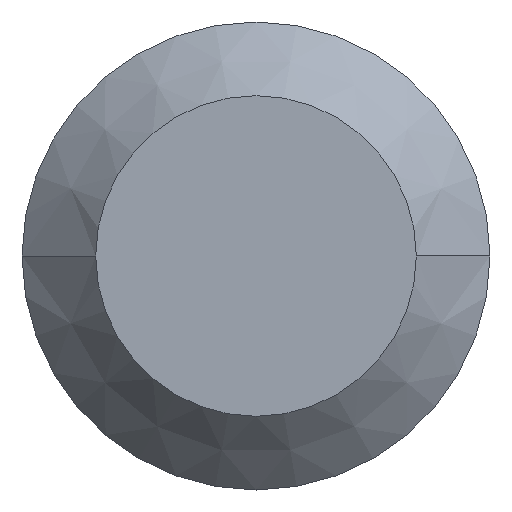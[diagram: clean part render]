
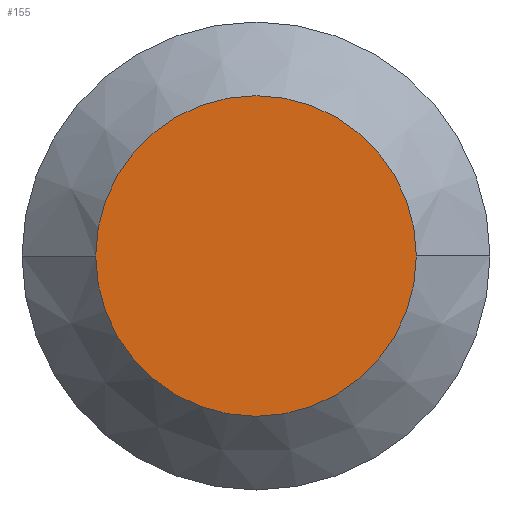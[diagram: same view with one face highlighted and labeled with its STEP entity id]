
A CAD part, left-side view. The second image highlights one B-rep face of the part: STEP entity #155.
In plain terms, the highlighted planar face has unit normal (-1, 0, 0).
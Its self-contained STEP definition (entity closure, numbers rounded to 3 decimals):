
#1 = EDGE_CURVE ( 'NONE', #293, #150, #226, .T. ) ;
#16 = EDGE_CURVE ( 'NONE', #150, #293, #83, .T. ) ;
#27 = ORIENTED_EDGE ( 'NONE', *, *, #1, .F. ) ;
#30 = DIRECTION ( 'NONE',  ( 0., -1., 0. ) ) ;
#83 = CIRCLE ( 'NONE', #143, 1.087 ) ;
#98 = CARTESIAN_POINT ( 'NONE',  ( -27.575, 0., 0. ) ) ;
#132 = DIRECTION ( 'NONE',  ( 0., 1., 0. ) ) ;
#135 = AXIS2_PLACEMENT_3D ( 'NONE', #188, #160, #187 ) ;
#143 = AXIS2_PLACEMENT_3D ( 'NONE', #98, #311, #132 ) ;
#144 = PLANE ( 'NONE',  #210 ) ;
#150 = VERTEX_POINT ( 'NONE', #157 ) ;
#155 = ADVANCED_FACE ( 'NONE', ( #359 ), #144, .T. ) ;
#157 = CARTESIAN_POINT ( 'NONE',  ( -27.575, -1.087, 0. ) ) ;
#160 = DIRECTION ( 'NONE',  ( 1., 0., 0. ) ) ;
#187 = DIRECTION ( 'NONE',  ( 0., 1., 0. ) ) ;
#188 = CARTESIAN_POINT ( 'NONE',  ( -27.575, 0., 0. ) ) ;
#206 = DIRECTION ( 'NONE',  ( -1., 0., 0. ) ) ;
#210 = AXIS2_PLACEMENT_3D ( 'NONE', #343, #206, #30 ) ;
#224 = ORIENTED_EDGE ( 'NONE', *, *, #16, .F. ) ;
#226 = CIRCLE ( 'NONE', #135, 1.087 ) ;
#232 = EDGE_LOOP ( 'NONE', ( #27, #224 ) ) ;
#293 = VERTEX_POINT ( 'NONE', #314 ) ;
#311 = DIRECTION ( 'NONE',  ( 1., 0., 0. ) ) ;
#314 = CARTESIAN_POINT ( 'NONE',  ( -27.575, 1.087, 0. ) ) ;
#343 = CARTESIAN_POINT ( 'NONE',  ( -27.575, 0., 0. ) ) ;
#359 = FACE_OUTER_BOUND ( 'NONE', #232, .T. ) ;
